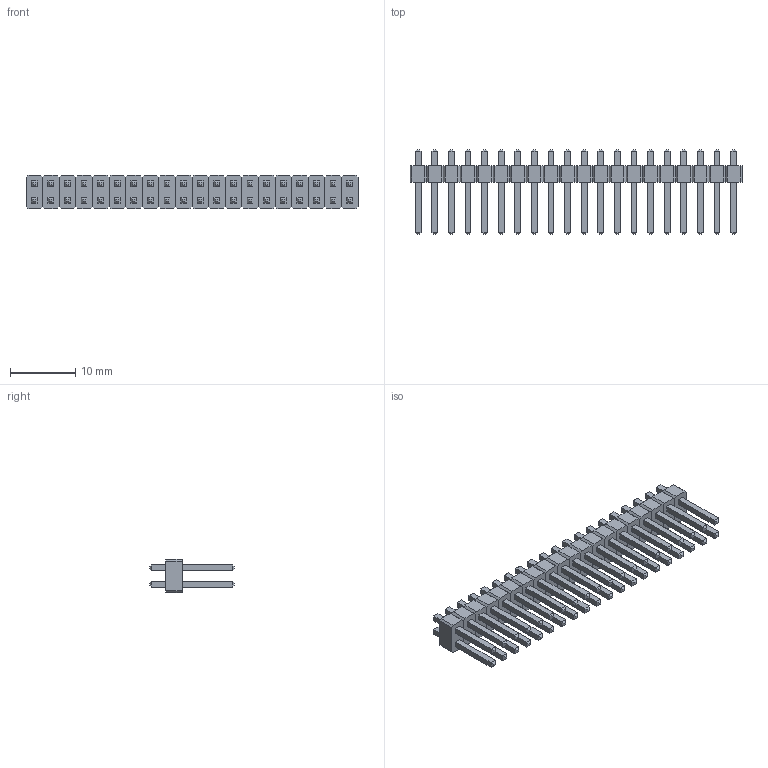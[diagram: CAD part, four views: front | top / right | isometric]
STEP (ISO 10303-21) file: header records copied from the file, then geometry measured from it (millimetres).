
FILE_DESCRIPTION(('FreeCAD Model'),'2;1');
FILE_NAME('pins2*20.step','2019-12-10T18:54:48',( 'Author'),(''),'Open CASCADE STEP processor 7.3','FreeCAD','Unknown' );
FILE_SCHEMA(('AUTOMOTIVE_DESIGN { 1 0 10303 214 1 1 1 1 }'));
Length unit declared in the file: millimetre
Products named in the file (1): Array
Bounding box: 50.8 x 13 x 5.12 mm (x, y, z)
Volume: 1960.6 mm3; surface area: 5398.5 mm2
Topology: 40 solids, 40 shells, 1840 faces, 4160 edges, 2560 vertices
Faces by surface type: plane 1840
Entity records: 49738 total; most frequent: CARTESIAN_POINT 8561, ORIENTED_EDGE 8320, DIRECTION 7842, EDGE_CURVE 4160, LINE 4160, VECTOR 4160, VERTEX_POINT 2560, FACE_BOUND 2000
